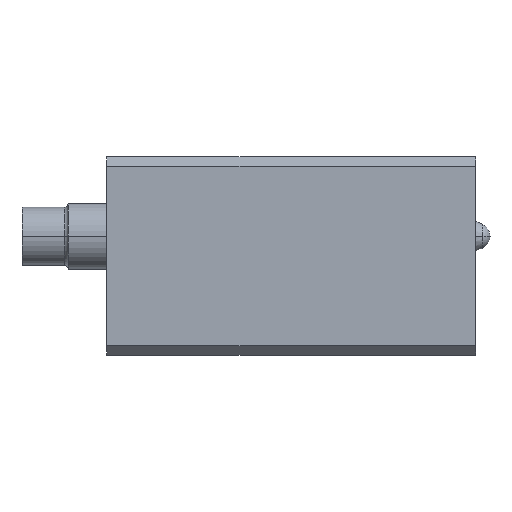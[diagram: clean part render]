
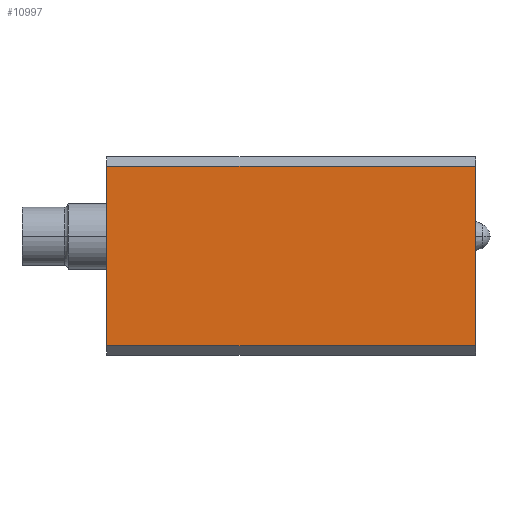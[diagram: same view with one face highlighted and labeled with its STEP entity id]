
A CAD part, left-side view. The second image highlights one B-rep face of the part: STEP entity #10997.
In plain terms, the highlighted planar face has unit normal (-1, 0, 0).
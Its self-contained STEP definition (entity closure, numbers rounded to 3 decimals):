
#9=DIRECTION('',(0.,0.,1.));
#10=VECTOR('',#9,13.63);
#11=CARTESIAN_POINT('',(-22.249,-0.024,-6.815));
#12=LINE('',#11,#10);
#779=DIRECTION('',(0.,-1.,0.));
#780=VECTOR('',#779,28.028);
#781=CARTESIAN_POINT('',(-22.249,28.004,-6.815));
#782=LINE('',#781,#780);
#987=DIRECTION('',(0.,-1.,0.));
#988=VECTOR('',#987,28.028);
#989=CARTESIAN_POINT('',(-22.249,28.004,6.815));
#990=LINE('',#989,#988);
#995=DIRECTION('',(0.,0.,1.));
#996=VECTOR('',#995,13.63);
#997=CARTESIAN_POINT('',(-22.249,28.004,-6.815));
#998=LINE('',#997,#996);
#8969=CARTESIAN_POINT('',(-22.249,28.004,6.815));
#8970=CARTESIAN_POINT('',(-22.249,-0.024,6.815));
#8971=VERTEX_POINT('',#8969);
#8972=VERTEX_POINT('',#8970);
#8977=CARTESIAN_POINT('',(-22.249,28.004,-6.815));
#8978=CARTESIAN_POINT('',(-22.249,-0.024,-6.815));
#8979=VERTEX_POINT('',#8977);
#8980=VERTEX_POINT('',#8978);
#10986=CARTESIAN_POINT('',(-22.249,27.98,-7.505));
#10987=DIRECTION('',(-1.,0.,0.));
#10988=DIRECTION('',(0.,-1.,0.));
#10989=AXIS2_PLACEMENT_3D('',#10986,#10987,#10988);
#10990=PLANE('',#10989);
#10991=ORIENTED_EDGE('',*,*,#10817,.F.);
#10992=ORIENTED_EDGE('',*,*,#10839,.T.);
#10993=ORIENTED_EDGE('',*,*,#10980,.T.);
#10994=ORIENTED_EDGE('',*,*,#10366,.F.);
#10995=EDGE_LOOP('',(#10991,#10992,#10993,#10994));
#10996=FACE_OUTER_BOUND('',#10995,.F.);
#10997=ADVANCED_FACE('',(#10996),#10990,.T.);
#10366=EDGE_CURVE('',#8980,#8972,#12,.T.);
#10817=EDGE_CURVE('',#8979,#8980,#782,.T.);
#10839=EDGE_CURVE('',#8979,#8971,#998,.T.);
#10980=EDGE_CURVE('',#8971,#8972,#990,.T.);
